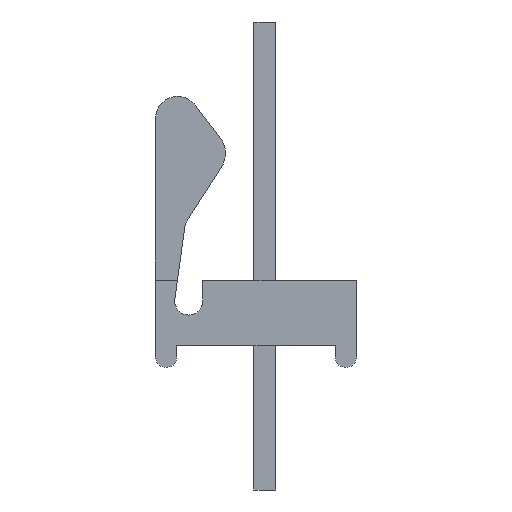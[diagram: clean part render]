
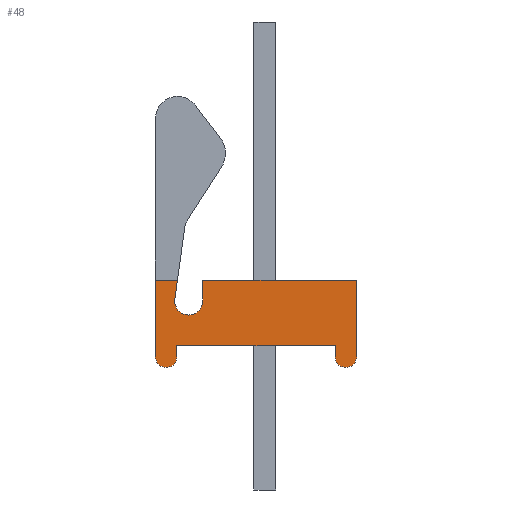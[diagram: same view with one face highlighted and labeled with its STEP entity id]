
A CAD part, left-side view. The second image highlights one B-rep face of the part: STEP entity #48.
In plain terms, the highlighted planar face has unit normal (-1, 0, 0).
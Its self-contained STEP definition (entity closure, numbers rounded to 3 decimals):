
#48=ADVANCED_FACE('',(#224),#225,.F.);
#224=FACE_OUTER_BOUND('',#600,.T.);
#225=PLANE('',#601);
#600=EDGE_LOOP('',(#986,#987,#988,#989,#990,#991,#992,#993,#994,#995,#996,#997,#998));
#601=AXIS2_PLACEMENT_3D('',#999,#1000,#1001);
#986=ORIENTED_EDGE('',*,*,#2345,.F.);
#987=ORIENTED_EDGE('',*,*,#2346,.F.);
#988=ORIENTED_EDGE('',*,*,#2347,.F.);
#989=ORIENTED_EDGE('',*,*,#2348,.F.);
#990=ORIENTED_EDGE('',*,*,#2349,.F.);
#991=ORIENTED_EDGE('',*,*,#2350,.F.);
#992=ORIENTED_EDGE('',*,*,#2351,.F.);
#993=ORIENTED_EDGE('',*,*,#2352,.F.);
#994=ORIENTED_EDGE('',*,*,#2353,.F.);
#995=ORIENTED_EDGE('',*,*,#2354,.F.);
#996=ORIENTED_EDGE('',*,*,#2344,.F.);
#997=ORIENTED_EDGE('',*,*,#2355,.F.);
#998=ORIENTED_EDGE('',*,*,#2356,.F.);
#999=CARTESIAN_POINT('',(-19.05,0.0,0.0));
#1000=DIRECTION('',(1.0,0.0,0.0));
#1001=DIRECTION('',(0.0,1.0,0.0));
#2344=EDGE_CURVE('',#2773,#2769,#2775,.T.);
#2345=EDGE_CURVE('',#2776,#2777,#2778,.T.);
#2346=EDGE_CURVE('',#2779,#2776,#2780,.T.);
#2347=EDGE_CURVE('',#2781,#2779,#2782,.T.);
#2348=EDGE_CURVE('',#2783,#2781,#2784,.T.);
#2349=EDGE_CURVE('',#2785,#2783,#2786,.T.);
#2350=EDGE_CURVE('',#2787,#2785,#2788,.T.);
#2351=EDGE_CURVE('',#2789,#2787,#2790,.T.);
#2352=EDGE_CURVE('',#2791,#2789,#2792,.T.);
#2353=EDGE_CURVE('',#2793,#2791,#2794,.T.);
#2354=EDGE_CURVE('',#2769,#2793,#2795,.T.);
#2355=EDGE_CURVE('',#2796,#2773,#2797,.T.);
#2356=EDGE_CURVE('',#2777,#2796,#2798,.T.);
#2769=VERTEX_POINT('',#3476);
#2773=VERTEX_POINT('',#3481);
#2775=CIRCLE('',#3484,0.406);
#2776=VERTEX_POINT('',#3485);
#2777=VERTEX_POINT('',#3486);
#2778=LINE('',#3487,#3488);
#2779=VERTEX_POINT('',#3489);
#2780=CIRCLE('',#3490,0.311);
#2781=VERTEX_POINT('',#3491);
#2782=LINE('',#3492,#3493);
#2783=VERTEX_POINT('',#3494);
#2784=LINE('',#3495,#3496);
#2785=VERTEX_POINT('',#3497);
#2786=LINE('',#3498,#3499);
#2787=VERTEX_POINT('',#3500);
#2788=CIRCLE('',#3501,0.311);
#2789=VERTEX_POINT('',#3502);
#2790=LINE('',#3503,#3504);
#2791=VERTEX_POINT('',#3505);
#2792=LINE('',#3506,#3507);
#2793=VERTEX_POINT('',#3508);
#2794=LINE('',#3509,#3510);
#2795=CIRCLE('',#3511,0.406);
#2796=VERTEX_POINT('',#3512);
#2797=LINE('',#3513,#3514);
#2798=LINE('',#3515,#3516);
#3476=CARTESIAN_POINT('',(-19.05,2.172,-0.61));
#3481=CARTESIAN_POINT('',(-19.05,2.168,-0.554));
#3484=AXIS2_PLACEMENT_3D('',#4592,#4593,#4594);
#3485=CARTESIAN_POINT('',(-19.05,2.731,-2.229));
#3486=CARTESIAN_POINT('',(-19.05,2.731,0.0));
#3487=CARTESIAN_POINT('',(-19.05,2.731,-2.229));
#3488=VECTOR('',#4595,2.229);
#3489=CARTESIAN_POINT('',(-19.05,2.108,-2.229));
#3490=AXIS2_PLACEMENT_3D('',#4596,#4597,#4598);
#3491=CARTESIAN_POINT('',(-19.05,2.108,-1.905));
#3492=CARTESIAN_POINT('',(-19.05,2.108,-1.905));
#3493=VECTOR('',#4599,0.324);
#3494=CARTESIAN_POINT('',(-19.05,-2.489,-1.905));
#3495=CARTESIAN_POINT('',(-19.05,-2.489,-1.905));
#3496=VECTOR('',#4600,4.597);
#3497=CARTESIAN_POINT('',(-19.05,-2.489,-2.229));
#3498=CARTESIAN_POINT('',(-19.05,-2.489,-2.229));
#3499=VECTOR('',#4601,0.324);
#3500=CARTESIAN_POINT('',(-19.05,-3.112,-2.229));
#3501=AXIS2_PLACEMENT_3D('',#4602,#4603,#4604);
#3502=CARTESIAN_POINT('',(-19.05,-3.112,0.0));
#3503=CARTESIAN_POINT('',(-19.05,-3.112,0.0));
#3504=VECTOR('',#4605,2.229);
#3505=CARTESIAN_POINT('',(-19.05,1.359,0.0));
#3506=CARTESIAN_POINT('',(-19.05,1.359,0.0));
#3507=VECTOR('',#4606,4.47);
#3508=CARTESIAN_POINT('',(-19.05,1.359,-0.61));
#3509=CARTESIAN_POINT('',(-19.05,1.359,-0.61));
#3510=VECTOR('',#4607,0.61);
#3511=AXIS2_PLACEMENT_3D('',#4608,#4609,#4610);
#3512=CARTESIAN_POINT('',(-19.05,2.091,0.0));
#3513=CARTESIAN_POINT('',(-19.05,2.091,0.0));
#3514=VECTOR('',#4611,0.559);
#3515=CARTESIAN_POINT('',(-19.05,2.731,0.0));
#3516=VECTOR('',#4612,0.639);
#4592=CARTESIAN_POINT('',(-19.05,1.765,-0.61));
#4593=DIRECTION('',(-1.0,0.0,0.0));
#4594=DIRECTION('',(0.0,0.991,0.137));
#4595=DIRECTION('',(0.0,0.0,1.0));
#4596=CARTESIAN_POINT('',(-19.05,2.419,-2.229));
#4597=DIRECTION('',(1.0,0.0,0.0));
#4598=DIRECTION('',(0.0,-1.0,0.));
#4599=DIRECTION('',(0.0,0.0,-1.0));
#4600=DIRECTION('',(0.0,1.0,0.0));
#4601=DIRECTION('',(0.0,0.0,1.0));
#4602=CARTESIAN_POINT('',(-19.05,-2.8,-2.229));
#4603=DIRECTION('',(1.0,0.0,0.0));
#4604=DIRECTION('',(0.0,-1.0,0.));
#4605=DIRECTION('',(0.0,0.0,-1.0));
#4606=DIRECTION('',(0.0,-1.0,0.0));
#4607=DIRECTION('',(0.0,0.0,1.0));
#4608=CARTESIAN_POINT('',(-19.05,1.765,-0.61));
#4609=DIRECTION('',(-1.0,0.0,0.0));
#4610=DIRECTION('',(0.0,0.991,0.137));
#4611=DIRECTION('',(0.0,0.137,-0.991));
#4612=DIRECTION('',(0.0,-1.0,0.0));
